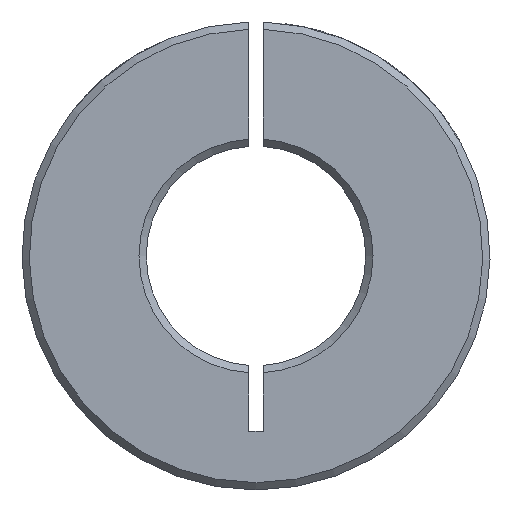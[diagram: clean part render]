
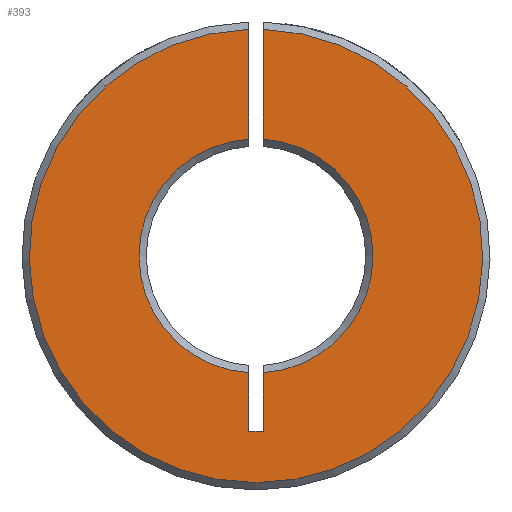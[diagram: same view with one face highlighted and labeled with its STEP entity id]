
A CAD part, front view. The second image highlights one B-rep face of the part: STEP entity #393.
In plain terms, the highlighted planar face has unit normal (0, -1, 0).
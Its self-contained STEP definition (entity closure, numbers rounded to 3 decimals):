
#10 = CARTESIAN_POINT ( 'NONE',  ( 0.5, -4.117, 0. ) ) ;
#13 = ORIENTED_EDGE ( 'NONE', *, *, #36, .F. ) ;
#18 = CIRCLE ( 'NONE', #32, 8. ) ;
#32 = AXIS2_PLACEMENT_3D ( 'NONE', #785, #50, #695 ) ;
#36 = EDGE_CURVE ( 'NONE', #542, #76, #873, .T. ) ;
#50 = DIRECTION ( 'NONE',  ( 0., 1., 0. ) ) ;
#65 = LINE ( 'NONE', #710, #337 ) ;
#76 = VERTEX_POINT ( 'NONE', #1161 ) ;
#127 = VECTOR ( 'NONE', #211, 1000. ) ;
#140 = EDGE_CURVE ( 'NONE', #1158, #76, #65, .T. ) ;
#152 = DIRECTION ( 'NONE',  ( 1., 0., 0. ) ) ;
#175 = ORIENTED_EDGE ( 'NONE', *, *, #428, .T. ) ;
#183 = VERTEX_POINT ( 'NONE', #313 ) ;
#211 = DIRECTION ( 'NONE',  ( 0., 0., 1. ) ) ;
#226 = VECTOR ( 'NONE', #519, 1000. ) ;
#231 = CARTESIAN_POINT ( 'NONE',  ( 0., -4.117, 0. ) ) ;
#254 = CARTESIAN_POINT ( 'NONE',  ( -0.5, -4.117, -12. ) ) ;
#275 = VERTEX_POINT ( 'NONE', #1044 ) ;
#307 = CIRCLE ( 'NONE', #836, 15.5 ) ;
#310 = ORIENTED_EDGE ( 'NONE', *, *, #373, .T. ) ;
#313 = CARTESIAN_POINT ( 'NONE',  ( 0.5, -4.117, 7.984 ) ) ;
#330 = CARTESIAN_POINT ( 'NONE',  ( -0.5, -4.117, -7.984 ) ) ;
#332 = CARTESIAN_POINT ( 'NONE',  ( 16., -4.117, -12. ) ) ;
#337 = VECTOR ( 'NONE', #788, 1000. ) ;
#373 = EDGE_CURVE ( 'NONE', #936, #275, #18, .T. ) ;
#375 = EDGE_LOOP ( 'NONE', ( #469, #1144, #475, #847, #911, #13, #175, #310 ) ) ;
#393 = ADVANCED_FACE ( 'NONE', ( #607 ), #968, .F. ) ;
#401 = CARTESIAN_POINT ( 'NONE',  ( -0.5, -4.117, 0. ) ) ;
#428 = EDGE_CURVE ( 'NONE', #542, #936, #698, .T. ) ;
#469 = ORIENTED_EDGE ( 'NONE', *, *, #882, .T. ) ;
#475 = ORIENTED_EDGE ( 'NONE', *, *, #1038, .T. ) ;
#519 = DIRECTION ( 'NONE',  ( 0., 0., 1. ) ) ;
#542 = VERTEX_POINT ( 'NONE', #254 ) ;
#557 = CARTESIAN_POINT ( 'NONE',  ( 0.5, -4.117, 15.492 ) ) ;
#607 = FACE_OUTER_BOUND ( 'NONE', #375, .T. ) ;
#618 = VERTEX_POINT ( 'NONE', #557 ) ;
#619 = DIRECTION ( 'NONE',  ( 0., 0., 1. ) ) ;
#634 = DIRECTION ( 'NONE',  ( 0., 0., -1. ) ) ;
#693 = DIRECTION ( 'NONE',  ( 0., 1., 0. ) ) ;
#695 = DIRECTION ( 'NONE',  ( 0., 0., 1. ) ) ;
#698 = LINE ( 'NONE', #980, #226 ) ;
#710 = CARTESIAN_POINT ( 'NONE',  ( 0.5, -4.117, 0. ) ) ;
#736 = CIRCLE ( 'NONE', #1005, 8. ) ;
#774 = DIRECTION ( 'NONE',  ( 0., -1., 0. ) ) ;
#785 = CARTESIAN_POINT ( 'NONE',  ( 0., -4.117, 0. ) ) ;
#788 = DIRECTION ( 'NONE',  ( 0., 0., -1. ) ) ;
#810 = CARTESIAN_POINT ( 'NONE',  ( -0.5, -4.117, 15.492 ) ) ;
#836 = AXIS2_PLACEMENT_3D ( 'NONE', #231, #774, #1128 ) ;
#842 = AXIS2_PLACEMENT_3D ( 'NONE', #973, #693, #1056 ) ;
#847 = ORIENTED_EDGE ( 'NONE', *, *, #946, .T. ) ;
#861 = VECTOR ( 'NONE', #152, 1000. ) ;
#873 = LINE ( 'NONE', #332, #861 ) ;
#877 = DIRECTION ( 'NONE',  ( 0., 1., 0. ) ) ;
#882 = EDGE_CURVE ( 'NONE', #275, #956, #938, .T. ) ;
#899 = EDGE_CURVE ( 'NONE', #956, #618, #307, .T. ) ;
#911 = ORIENTED_EDGE ( 'NONE', *, *, #140, .T. ) ;
#915 = LINE ( 'NONE', #10, #982 ) ;
#917 = CARTESIAN_POINT ( 'NONE',  ( 0.5, -4.117, -7.984 ) ) ;
#936 = VERTEX_POINT ( 'NONE', #330 ) ;
#938 = LINE ( 'NONE', #401, #127 ) ;
#946 = EDGE_CURVE ( 'NONE', #183, #1158, #736, .T. ) ;
#956 = VERTEX_POINT ( 'NONE', #810 ) ;
#968 = PLANE ( 'NONE',  #842 ) ;
#973 = CARTESIAN_POINT ( 'NONE',  ( 16., -4.117, 0. ) ) ;
#980 = CARTESIAN_POINT ( 'NONE',  ( -0.5, -4.117, 0. ) ) ;
#982 = VECTOR ( 'NONE', #634, 1000. ) ;
#1005 = AXIS2_PLACEMENT_3D ( 'NONE', #1051, #877, #619 ) ;
#1038 = EDGE_CURVE ( 'NONE', #618, #183, #915, .T. ) ;
#1044 = CARTESIAN_POINT ( 'NONE',  ( -0.5, -4.117, 7.984 ) ) ;
#1051 = CARTESIAN_POINT ( 'NONE',  ( 0., -4.117, 0. ) ) ;
#1056 = DIRECTION ( 'NONE',  ( 0., 0., 1. ) ) ;
#1128 = DIRECTION ( 'NONE',  ( 0., 0., 1. ) ) ;
#1144 = ORIENTED_EDGE ( 'NONE', *, *, #899, .T. ) ;
#1158 = VERTEX_POINT ( 'NONE', #917 ) ;
#1161 = CARTESIAN_POINT ( 'NONE',  ( 0.5, -4.117, -12. ) ) ;
